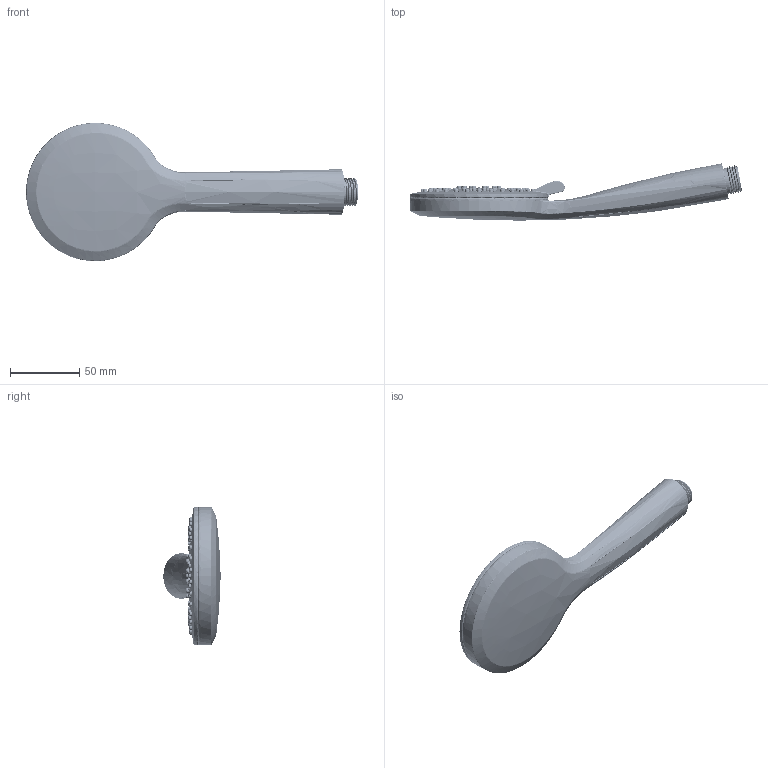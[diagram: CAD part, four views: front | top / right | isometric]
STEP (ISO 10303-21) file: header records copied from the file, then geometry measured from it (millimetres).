
FILE_DESCRIPTION((''),'2;1');
FILE_NAME('H30180-01_4_1','2020-12-26T',('Administrator'),(''),'PRO/ENGINEER BY PARAMETRIC TECHNOLOGY CORPORATION, 2010280','PRO/ENGINEER BY PARAMETRIC TECHNOLOGY CORPORATION, 2010280','');
FILE_SCHEMA(('AUTOMOTIVE_DESIGN_CC2 { 1 2 10303 214 -1 1 5 2 }'));
Products named in the file (1): H30180-01_4_1
Bounding box: 239.63 x 41.35 x 99.87 mm (x, y, z)
Volume: 85466.1 mm3; surface area: 108612.5 mm2
Topology: 3 solids, 5 shells, 3993 faces, 10525 edges, 6780 vertices
Faces by surface type: cone 1353, bspline 1200, plane 687, cylinder 378, torus 352, revolution 13, extrusion 8, sphere 2
Entity records: 285775 total; most frequent: CARTESIAN_POINT 167302, ORIENTED_EDGE 21038, DIRECTION 13344, PRESENTATION_STYLE_ASSIGNMENT 10524, STYLED_ITEM 10524, CURVE_STYLE 10519, EDGE_CURVE 10519, VERTEX_POINT 6780
